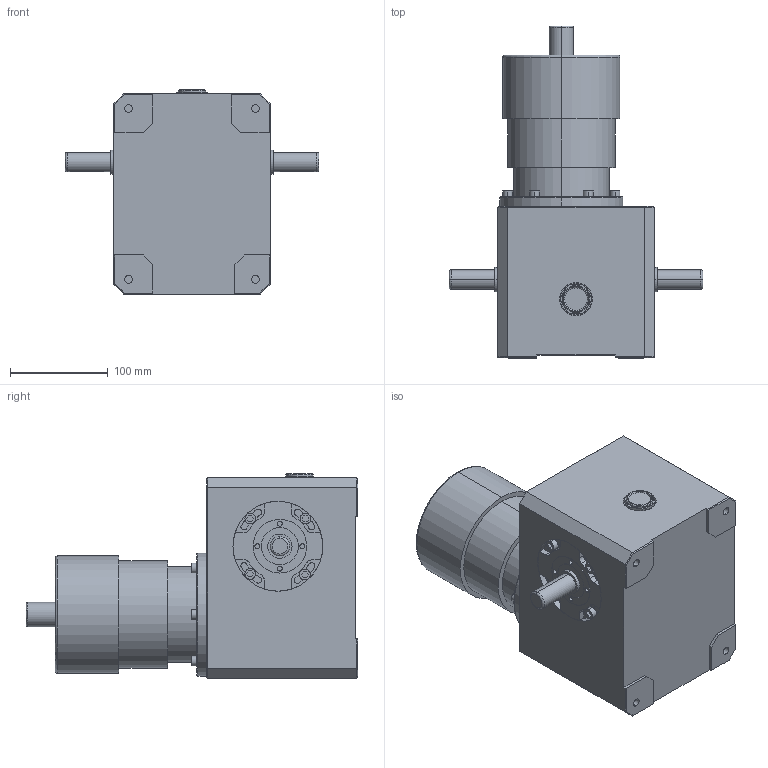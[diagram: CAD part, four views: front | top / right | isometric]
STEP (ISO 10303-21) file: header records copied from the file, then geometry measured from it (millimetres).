
FILE_DESCRIPTION (( 'STEP AP203' ), '1' );
FILE_NAME ('MF070.STEP', '2025-06-13T07:34:27', ( '' ), ( '' ), 'SwSTEP 2.0', 'SolidWorks 2018', '' );
FILE_SCHEMA (( 'CONFIG_CONTROL_DESIGN' ));
Length unit declared in the file: millimetre
Products named in the file (1): MF070
Bounding box: 260 x 340 x 209 mm (x, y, z)
Volume: 6531645.3 mm3; surface area: 268975.8 mm2
Topology: 1 solids, 1 shells, 541 faces, 1336 edges, 870 vertices
Faces by surface type: plane 325, cylinder 202, torus 14
Entity records: 16396 total; most frequent: CARTESIAN_POINT 2957, DIRECTION 2932, ORIENTED_EDGE 2672, EDGE_CURVE 1336, AXIS2_PLACEMENT_3D 1062, VERTEX_POINT 870, LINE 808, VECTOR 808
